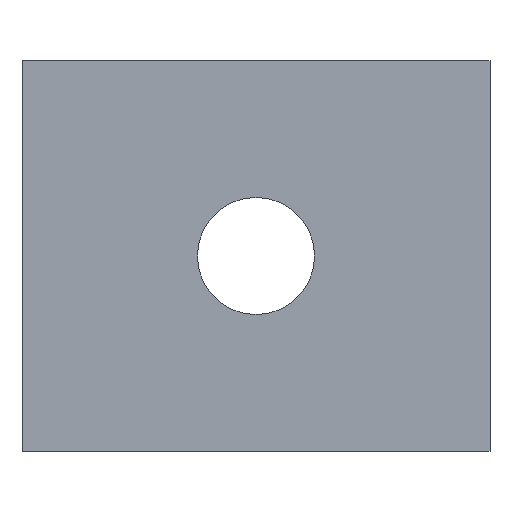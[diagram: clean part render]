
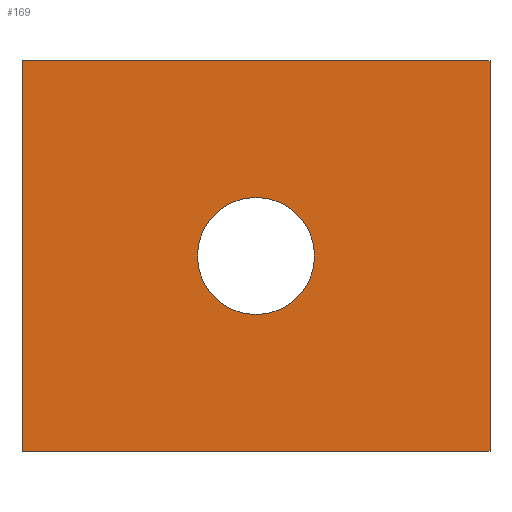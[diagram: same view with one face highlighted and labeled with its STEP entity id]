
A CAD part, front view. The second image highlights one B-rep face of the part: STEP entity #169.
In plain terms, the highlighted planar face has unit normal (0, -1, 0).
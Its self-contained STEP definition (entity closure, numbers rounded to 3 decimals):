
#16=FACE_BOUND('',#42,.T.);
#22=PLANE('',#203);
#31=FACE_OUTER_BOUND('',#41,.T.);
#41=EDGE_LOOP('',(#145,#146,#147,#148));
#42=EDGE_LOOP('',(#149));
#47=LINE('',#261,#66);
#61=LINE('',#288,#80);
#62=LINE('',#290,#81);
#63=LINE('',#291,#82);
#66=VECTOR('',#218,10.);
#80=VECTOR('',#240,10.);
#81=VECTOR('',#243,10.);
#82=VECTOR('',#244,10.);
#83=CIRCLE('',#196,1.5);
#85=VERTEX_POINT('',#251);
#87=VERTEX_POINT('',#257);
#89=VERTEX_POINT('',#260);
#97=VERTEX_POINT('',#284);
#98=VERTEX_POINT('',#286);
#99=EDGE_CURVE('',#85,#85,#83,.T.);
#103=EDGE_CURVE('',#87,#89,#47,.T.);
#117=EDGE_CURVE('',#97,#98,#61,.T.);
#118=EDGE_CURVE('',#97,#87,#62,.T.);
#119=EDGE_CURVE('',#89,#98,#63,.T.);
#145=ORIENTED_EDGE('',*,*,#118,.F.);
#146=ORIENTED_EDGE('',*,*,#117,.T.);
#147=ORIENTED_EDGE('',*,*,#119,.F.);
#148=ORIENTED_EDGE('',*,*,#103,.F.);
#149=ORIENTED_EDGE('',*,*,#99,.T.);
#169=ADVANCED_FACE('',(#31,#16),#22,.T.);
#196=AXIS2_PLACEMENT_3D('',#252,#210,#211);
#203=AXIS2_PLACEMENT_3D('',#289,#241,#242);
#210=DIRECTION('center_axis',(0.,1.,0.));
#211=DIRECTION('ref_axis',(1.,0.,0.));
#218=DIRECTION('',(0.,0.,1.));
#240=DIRECTION('',(0.,0.,1.));
#241=DIRECTION('center_axis',(0.,-1.,0.));
#242=DIRECTION('ref_axis',(1.,0.,0.));
#243=DIRECTION('',(-1.,0.,0.));
#244=DIRECTION('',(1.,0.,0.));
#251=CARTESIAN_POINT('',(-176.722,346.288,-328.155));
#252=CARTESIAN_POINT('Origin',(-175.222,346.288,-328.155));
#257=CARTESIAN_POINT('',(-181.222,346.288,-333.155));
#260=CARTESIAN_POINT('',(-181.222,346.288,-323.155));
#261=CARTESIAN_POINT('',(-181.222,346.288,-333.155));
#284=CARTESIAN_POINT('',(-169.222,346.288,-333.155));
#286=CARTESIAN_POINT('',(-169.222,346.288,-323.155));
#288=CARTESIAN_POINT('',(-169.222,346.288,-333.155));
#289=CARTESIAN_POINT('Origin',(-181.222,346.288,-333.155));
#290=CARTESIAN_POINT('',(-169.222,346.288,-333.155));
#291=CARTESIAN_POINT('',(-169.222,346.288,-323.155));
